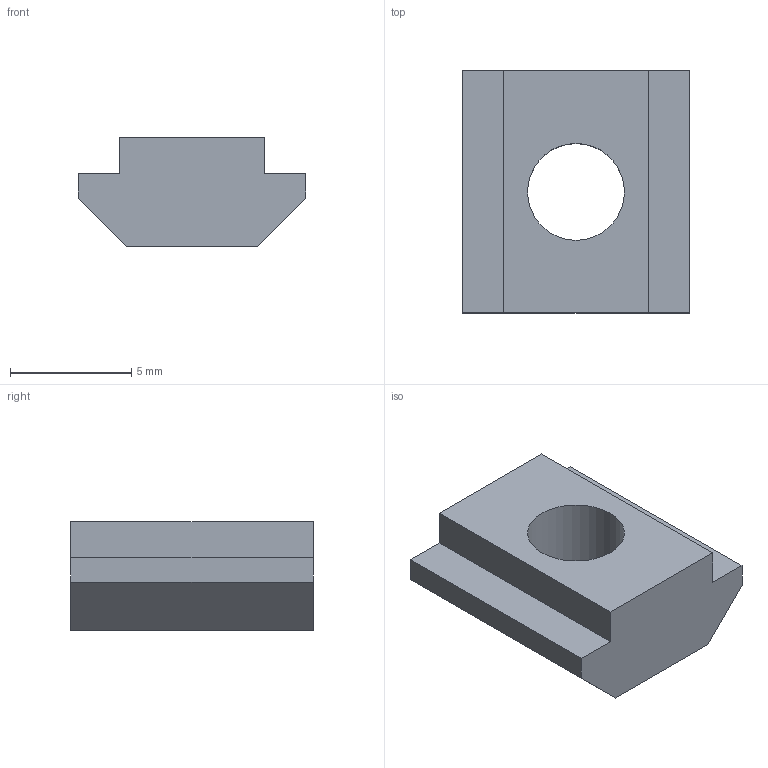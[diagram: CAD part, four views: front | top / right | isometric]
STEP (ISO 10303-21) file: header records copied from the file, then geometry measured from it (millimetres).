
FILE_DESCRIPTION(/* description */ ('Unknown'),/* implementation_level */ '2;1');
FILE_NAME(/* name */ 'BPN06M4',/* time_stamp */ '2018-10-17T14:36:39+01:00',/* author */ ('Unknown'),/* organization */ ('Unknown'),/* preprocessor_version */ 'ST-DEVELOPER v16.7',/* originating_system */ 'DEX',/* authorisation */ $);
FILE_SCHEMA (('AUTOMOTIVE_DESIGN {1 0 10303 214 3 1 1}'));
Length unit declared in the file: millimetre
Products named in the file (1): BPN06M4
Bounding box: 9.4 x 10 x 4.5 mm (x, y, z)
Volume: 275.5 mm3; surface area: 352.4 mm2
Topology: 1 solids, 1 shells, 13 faces, 34 edges, 23 vertices
Faces by surface type: plane 12, cylinder 1
Full cylindrical faces by diameter (mm): 4 x1
Entity records: 418 total; most frequent: CARTESIAN_POINT 68, ORIENTED_EDGE 64, DIRECTION 62, EDGE_CURVE 32, LINE 30, VECTOR 30, VERTEX_POINT 22, EDGE_LOOP 16
